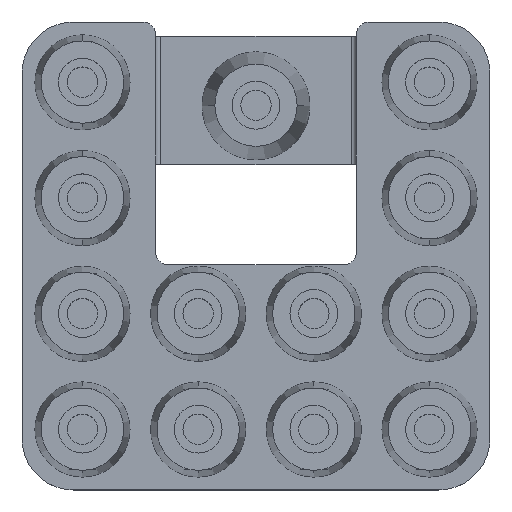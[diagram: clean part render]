
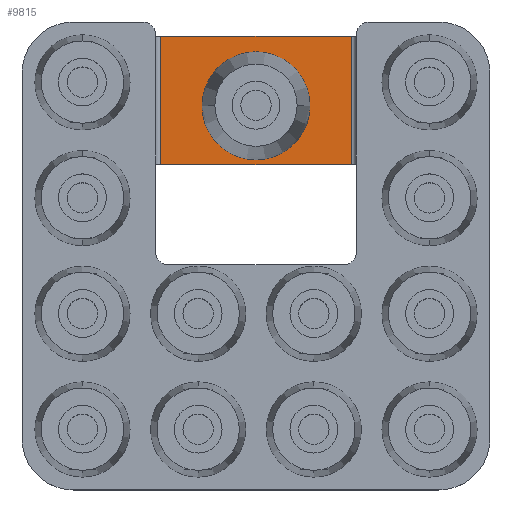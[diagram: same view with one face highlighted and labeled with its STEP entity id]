
A CAD part, top view. The second image highlights one B-rep face of the part: STEP entity #9815.
In plain terms, the highlighted planar face has unit normal (0, 0, 1).
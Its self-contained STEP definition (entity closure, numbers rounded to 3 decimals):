
#4508=CARTESIAN_POINT('',(2.1,5.85,2.));
#4509=VERTEX_POINT('',#4508);
#4525=CARTESIAN_POINT('',(-2.1,5.85,2.));
#4526=VERTEX_POINT('',#4525);
#4533=CARTESIAN_POINT('',(0.,5.85,2.));
#4534=DIRECTION('',(0.0,0.0,-1.0));
#4535=DIRECTION('',(1.0,0.0,0.0));
#4536=AXIS2_PLACEMENT_3D('',#4533,#4534,#4535);
#4537=CIRCLE('',#4536,2.1);
#4538=EDGE_CURVE('',#4509,#4526,#4537,.T.);
#4705=CARTESIAN_POINT('',(0.,5.85,2.));
#4706=DIRECTION('',(0.0,0.0,-1.0));
#4707=DIRECTION('',(1.0,0.0,0.0));
#4708=AXIS2_PLACEMENT_3D('',#4705,#4706,#4707);
#4709=CIRCLE('',#4708,2.1);
#4710=EDGE_CURVE('',#4526,#4509,#4709,.T.);
#8493=CARTESIAN_POINT('',(3.7,3.55,2.));
#8494=VERTEX_POINT('',#8493);
#8502=CARTESIAN_POINT('',(-3.7,3.55,2.));
#8503=VERTEX_POINT('',#8502);
#8504=CARTESIAN_POINT('',(3.7,3.55,2.));
#8505=DIRECTION('',(-1.0,0.0,0.0));
#8506=VECTOR('',#8505,7.4);
#8507=LINE('',#8504,#8506);
#8508=EDGE_CURVE('',#8494,#8503,#8507,.T.);
#8592=CARTESIAN_POINT('',(-3.7,8.55,2.));
#8593=VERTEX_POINT('',#8592);
#8601=CARTESIAN_POINT('',(3.7,8.55,2.));
#8602=VERTEX_POINT('',#8601);
#8603=CARTESIAN_POINT('',(3.7,8.55,2.));
#8604=DIRECTION('',(-1.0,0.0,0.0));
#8605=VECTOR('',#8604,7.4);
#8606=LINE('',#8603,#8605);
#8607=EDGE_CURVE('',#8602,#8593,#8606,.T.);
#8707=CARTESIAN_POINT('',(-3.7,3.55,2.));
#8708=DIRECTION('',(0.0,1.0,0.0));
#8709=VECTOR('',#8708,5.);
#8710=LINE('',#8707,#8709);
#8711=EDGE_CURVE('',#8503,#8593,#8710,.T.);
#8722=CARTESIAN_POINT('',(3.7,3.55,2.));
#8723=DIRECTION('',(0.0,1.0,0.0));
#8724=VECTOR('',#8723,5.);
#8725=LINE('',#8722,#8724);
#8726=EDGE_CURVE('',#8494,#8602,#8725,.T.);
#9800=CARTESIAN_POINT('',(3.7,3.55,2.));
#9801=DIRECTION('',(0.0,0.0,1.0));
#9802=DIRECTION('',(-1.0,0.0,0.0));
#9803=AXIS2_PLACEMENT_3D('',#9800,#9801,#9802);
#9804=PLANE('',#9803);
#9805=ORIENTED_EDGE('',*,*,#8607,.T.);
#9806=ORIENTED_EDGE('',*,*,#8711,.F.);
#9807=ORIENTED_EDGE('',*,*,#8508,.F.);
#9808=ORIENTED_EDGE('',*,*,#8726,.T.);
#9809=EDGE_LOOP('',(#9805,#9806,#9807,#9808));
#9810=FACE_OUTER_BOUND('',#9809,.T.);
#9811=ORIENTED_EDGE('',*,*,#4538,.T.);
#9812=ORIENTED_EDGE('',*,*,#4710,.T.);
#9813=EDGE_LOOP('',(#9811,#9812));
#9814=FACE_BOUND('',#9813,.T.);
#9815=ADVANCED_FACE('',(#9810,#9814),#9804,.T.);
